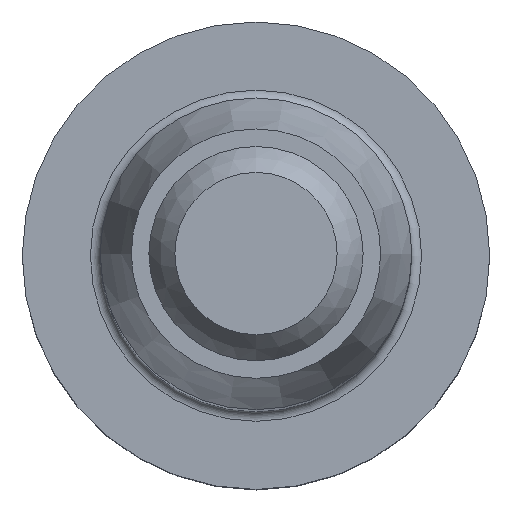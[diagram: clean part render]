
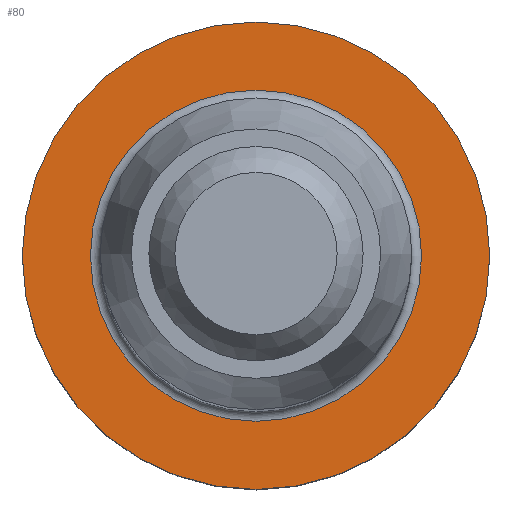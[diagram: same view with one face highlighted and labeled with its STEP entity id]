
A CAD part, top view. The second image highlights one B-rep face of the part: STEP entity #80.
In plain terms, the highlighted planar face has unit normal (0, 0, 1).
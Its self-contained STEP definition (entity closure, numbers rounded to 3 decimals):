
#80 = ADVANCED_FACE( '', ( #105, #106 ), #107, .F. );
#105 = FACE_BOUND( '', #148, .T. );
#106 = FACE_OUTER_BOUND( '', #149, .T. );
#107 = PLANE( '', #150 );
#148 = EDGE_LOOP( '', ( #212 ) );
#149 = EDGE_LOOP( '', ( #213 ) );
#150 = AXIS2_PLACEMENT_3D( '', #214, #215, #216 );
#212 = ORIENTED_EDGE( '', *, *, #287, .T. );
#213 = ORIENTED_EDGE( '', *, *, #299, .F. );
#214 = CARTESIAN_POINT( '', ( 0., 0., 0. ) );
#215 = DIRECTION( '', ( 0., 0., -1. ) );
#216 = DIRECTION( '', ( -1., 0., 0. ) );
#287 = EDGE_CURVE( '', #317, #317, #318, .T. );
#299 = EDGE_CURVE( '', #339, #339, #340, .T. );
#317 = VERTEX_POINT( '', #365 );
#318 = CIRCLE( '', #366, 8.5 );
#339 = VERTEX_POINT( '', #398 );
#340 = CIRCLE( '', #399, 12. );
#365 = CARTESIAN_POINT( '', ( -8.5, 0., 0. ) );
#366 = AXIS2_PLACEMENT_3D( '', #434, #435, #436 );
#398 = CARTESIAN_POINT( '', ( 0., 12., 0. ) );
#399 = AXIS2_PLACEMENT_3D( '', #448, #449, #450 );
#434 = CARTESIAN_POINT( '', ( 0., 0., 0. ) );
#435 = DIRECTION( '', ( 0., 0., -1. ) );
#436 = DIRECTION( '', ( -1., 0., 0. ) );
#448 = CARTESIAN_POINT( '', ( 0., 0., 0. ) );
#449 = DIRECTION( '', ( 0., 0., -1. ) );
#450 = DIRECTION( '', ( 0., 1., 0. ) );
